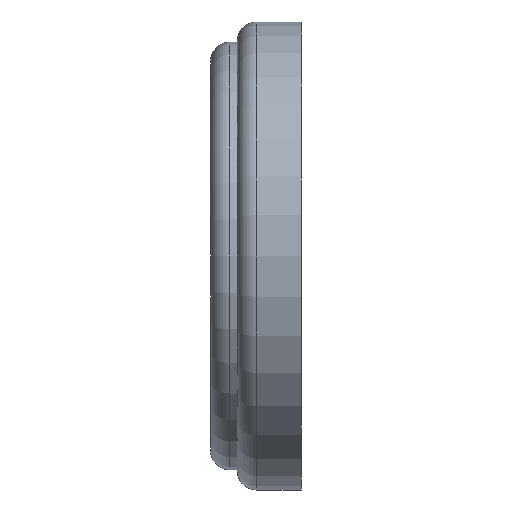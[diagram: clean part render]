
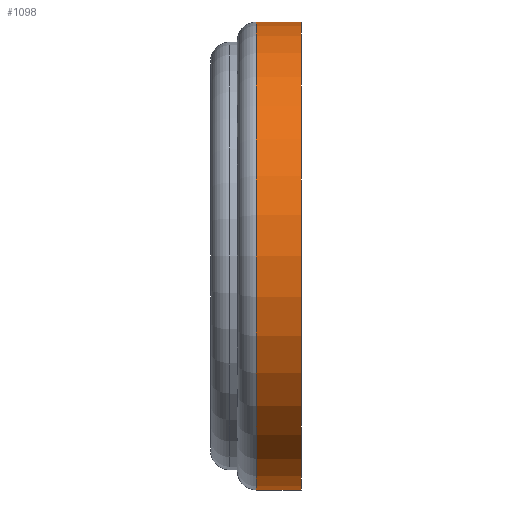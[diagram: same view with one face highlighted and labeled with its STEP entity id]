
A CAD part, left-side view. The second image highlights one B-rep face of the part: STEP entity #1098.
In plain terms, the highlighted cylindrical face has radius 12.25 mm (diameter 24.5 mm), a partial arc.
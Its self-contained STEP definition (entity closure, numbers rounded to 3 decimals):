
#105 = CIRCLE ( 'NONE', #13938, 12.25 ) ;
#361 = EDGE_CURVE ( 'NONE', #4812, #13772, #15056, .T. ) ;
#1098 = ADVANCED_FACE ( 'NONE', ( #6127 ), #8383, .T. ) ;
#1483 = DIRECTION ( 'NONE',  ( 0., -1., 0. ) ) ;
#1899 = CARTESIAN_POINT ( 'NONE',  ( 0., 0., 0. ) ) ;
#2224 = ORIENTED_EDGE ( 'NONE', *, *, #5446, .T. ) ;
#2657 = CARTESIAN_POINT ( 'NONE',  ( 0., 3.35, -12.25 ) ) ;
#2667 = CARTESIAN_POINT ( 'NONE',  ( 0., 0., -12.25 ) ) ;
#2868 = CARTESIAN_POINT ( 'NONE',  ( 0., 2.35, 0. ) ) ;
#3129 = CARTESIAN_POINT ( 'NONE',  ( 0., 0., 12.25 ) ) ;
#4199 = EDGE_CURVE ( 'NONE', #5867, #8792, #13038, .T. ) ;
#4748 = CARTESIAN_POINT ( 'NONE',  ( 0., 2.35, -12.25 ) ) ;
#4812 = VERTEX_POINT ( 'NONE', #6399 ) ;
#5446 = EDGE_CURVE ( 'NONE', #4812, #5867, #12468, .T. ) ;
#5643 = EDGE_CURVE ( 'NONE', #8792, #13772, #105, .T. ) ;
#5867 = VERTEX_POINT ( 'NONE', #4748 ) ;
#6035 = AXIS2_PLACEMENT_3D ( 'NONE', #2868, #1483, #6191 ) ;
#6127 = FACE_OUTER_BOUND ( 'NONE', #13833, .T. ) ;
#6191 = DIRECTION ( 'NONE',  ( 0., 0., 1. ) ) ;
#6399 = CARTESIAN_POINT ( 'NONE',  ( 0., 2.35, 12.25 ) ) ;
#6457 = DIRECTION ( 'NONE',  ( 0., 0., 1. ) ) ;
#7210 = CARTESIAN_POINT ( 'NONE',  ( 0., 3.35, 0. ) ) ;
#7293 = DIRECTION ( 'NONE',  ( 0., 0., -1. ) ) ;
#8327 = DIRECTION ( 'NONE',  ( 0., -1., 0. ) ) ;
#8383 = CYLINDRICAL_SURFACE ( 'NONE', #8465, 12.25 ) ;
#8465 = AXIS2_PLACEMENT_3D ( 'NONE', #7210, #11008, #7293 ) ;
#8792 = VERTEX_POINT ( 'NONE', #2667 ) ;
#9229 = VECTOR ( 'NONE', #10792, 1000. ) ;
#10028 = DIRECTION ( 'NONE',  ( 0., 1., 0. ) ) ;
#10384 = ORIENTED_EDGE ( 'NONE', *, *, #4199, .T. ) ;
#10596 = ORIENTED_EDGE ( 'NONE', *, *, #361, .F. ) ;
#10792 = DIRECTION ( 'NONE',  ( 0., -1., 0. ) ) ;
#11008 = DIRECTION ( 'NONE',  ( 0., -1., 0. ) ) ;
#12468 = CIRCLE ( 'NONE', #6035, 12.25 ) ;
#13029 = ORIENTED_EDGE ( 'NONE', *, *, #5643, .T. ) ;
#13038 = LINE ( 'NONE', #2657, #9229 ) ;
#13772 = VERTEX_POINT ( 'NONE', #3129 ) ;
#13833 = EDGE_LOOP ( 'NONE', ( #10596, #2224, #10384, #13029 ) ) ;
#13892 = VECTOR ( 'NONE', #8327, 1000. ) ;
#13938 = AXIS2_PLACEMENT_3D ( 'NONE', #1899, #10028, #6457 ) ;
#15056 = LINE ( 'NONE', #15219, #13892 ) ;
#15219 = CARTESIAN_POINT ( 'NONE',  ( 0., 3.35, 12.25 ) ) ;
